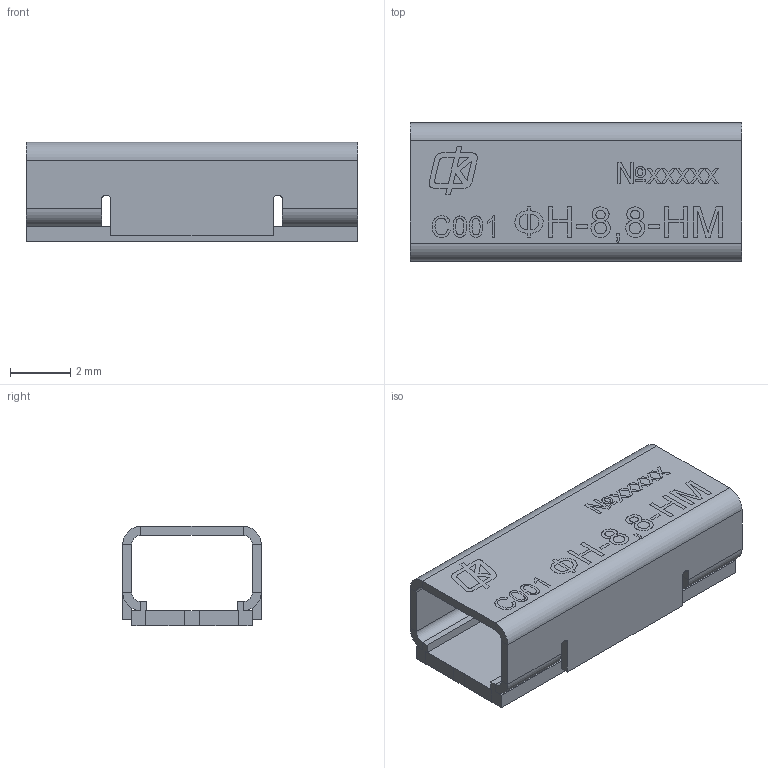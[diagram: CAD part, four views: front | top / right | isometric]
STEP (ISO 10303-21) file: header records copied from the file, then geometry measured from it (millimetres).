
FILE_DESCRIPTION(('STEP AP203'), '1');
FILE_NAME('阹謊.468822.012_婰錪襝 奜-8,8-迒', '', ('UNSPECIFIED'), ('UNSPECIFIED'), 'ASCON STEP Converter 1.6', 'ASCON Math Kernel', '');
FILE_SCHEMA(('CONFIG_CONTROL_DESIGN'));
Length unit declared in the file: millimetre
Products named in the file (1): НШБА.468822.012_Фильтр ФН-8,8-НМ
Bounding box: 11 x 4.6 x 3.3 mm (x, y, z)
Volume: 53.9 mm3; surface area: 321 mm2
Topology: 1 solids, 1 shells, 399 faces, 1067 edges, 694 vertices
Faces by surface type: plane 284, bspline 92, cylinder 23
Entity records: 25202 total; most frequent: CARTESIAN_POINT 12766, ORIENTED_EDGE 2134, DIRECTION 1467, EDGE_CURVE 1067, LINE 759, VECTOR 759, VERTEX_POINT 694, FACE_BOUND 433
